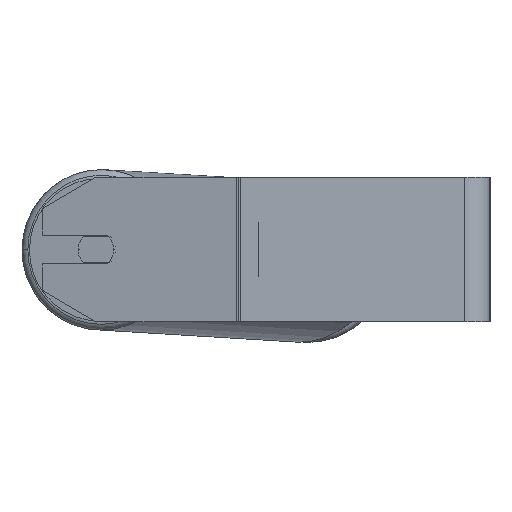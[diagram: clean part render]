
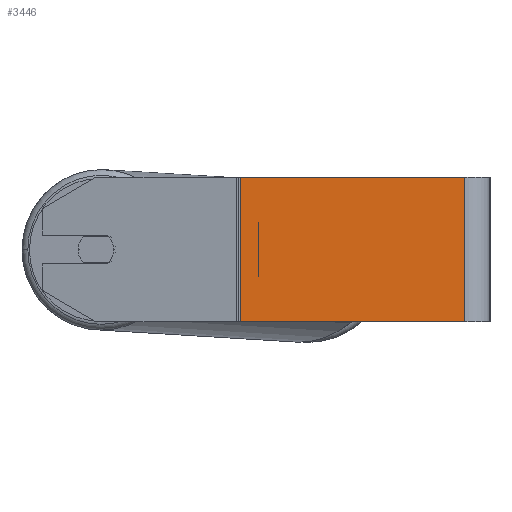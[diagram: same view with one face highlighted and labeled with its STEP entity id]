
A CAD part, left-side view. The second image highlights one B-rep face of the part: STEP entity #3446.
In plain terms, the highlighted planar face has unit normal (-1, 0, 0).
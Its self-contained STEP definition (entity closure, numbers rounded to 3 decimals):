
#354 = LINE ( 'NONE', #5623, #4997 ) ;
#432 = AXIS2_PLACEMENT_3D ( 'NONE', #1370, #6878, #829 ) ;
#727 = CARTESIAN_POINT ( 'NONE',  ( -1010., 139.415, -40. ) ) ;
#829 = DIRECTION ( 'NONE',  ( 0., 0., -1. ) ) ;
#1345 = CARTESIAN_POINT ( 'NONE',  ( -1010., 138.19, 40. ) ) ;
#1370 = CARTESIAN_POINT ( 'NONE',  ( -1010., 139.415, 40. ) ) ;
#1508 = PLANE ( 'NONE',  #432 ) ;
#2809 = CARTESIAN_POINT ( 'NONE',  ( -1010., 14., -40. ) ) ;
#2970 = ORIENTED_EDGE ( 'NONE', *, *, #7395, .T. ) ;
#3221 = VERTEX_POINT ( 'NONE', #3669 ) ;
#3446 = ADVANCED_FACE ( 'NONE', ( #4157 ), #1508, .F. ) ;
#3468 = LINE ( 'NONE', #1345, #5284 ) ;
#3668 = EDGE_LOOP ( 'NONE', ( #6734, #3753, #8503, #2970 ) ) ;
#3669 = CARTESIAN_POINT ( 'NONE',  ( -1010., 138.19, -40. ) ) ;
#3725 = VECTOR ( 'NONE', #8141, 1000. ) ;
#3753 = ORIENTED_EDGE ( 'NONE', *, *, #7441, .F. ) ;
#4157 = FACE_OUTER_BOUND ( 'NONE', #3668, .T. ) ;
#4211 = CARTESIAN_POINT ( 'NONE',  ( -1010., 139.415, 40. ) ) ;
#4351 = VERTEX_POINT ( 'NONE', #6488 ) ;
#4742 = LINE ( 'NONE', #4211, #3725 ) ;
#4997 = VECTOR ( 'NONE', #5046, 1000. ) ;
#5046 = DIRECTION ( 'NONE',  ( 0., 0., -1. ) ) ;
#5157 = CARTESIAN_POINT ( 'NONE',  ( -1010., 14., 40. ) ) ;
#5284 = VECTOR ( 'NONE', #8756, 1000. ) ;
#5623 = CARTESIAN_POINT ( 'NONE',  ( -1010., 14., 40. ) ) ;
#6203 = DIRECTION ( 'NONE',  ( 0., -1., 0. ) ) ;
#6488 = CARTESIAN_POINT ( 'NONE',  ( -1010., 138.19, 40. ) ) ;
#6536 = VECTOR ( 'NONE', #6203, 1000. ) ;
#6734 = ORIENTED_EDGE ( 'NONE', *, *, #7074, .T. ) ;
#6744 = VERTEX_POINT ( 'NONE', #5157 ) ;
#6878 = DIRECTION ( 'NONE',  ( 1., 0., 0. ) ) ;
#7074 = EDGE_CURVE ( 'NONE', #3221, #8553, #8199, .T. ) ;
#7378 = EDGE_CURVE ( 'NONE', #4351, #6744, #4742, .T. ) ;
#7395 = EDGE_CURVE ( 'NONE', #4351, #3221, #3468, .T. ) ;
#7441 = EDGE_CURVE ( 'NONE', #6744, #8553, #354, .T. ) ;
#8141 = DIRECTION ( 'NONE',  ( 0., -1., 0. ) ) ;
#8199 = LINE ( 'NONE', #727, #6536 ) ;
#8503 = ORIENTED_EDGE ( 'NONE', *, *, #7378, .F. ) ;
#8553 = VERTEX_POINT ( 'NONE', #2809 ) ;
#8756 = DIRECTION ( 'NONE',  ( 0., 0., -1. ) ) ;
